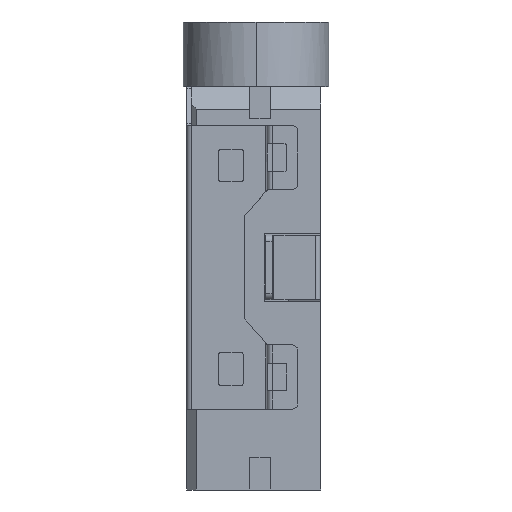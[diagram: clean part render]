
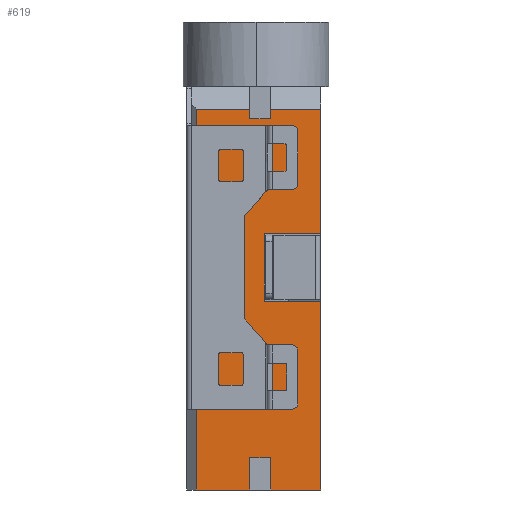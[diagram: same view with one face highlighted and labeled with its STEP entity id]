
A CAD part, left-side view. The second image highlights one B-rep face of the part: STEP entity #619.
In plain terms, the highlighted planar face has unit normal (-1, 0, 0).
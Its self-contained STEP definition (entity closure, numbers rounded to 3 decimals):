
#619=ADVANCED_FACE('NONE',(#1432),#1433,.T.);
#1432=FACE_OUTER_BOUND('',#2466,.T.);
#1433=PLANE('',#2467);
#2466=EDGE_LOOP('',(#4281,#4282,#4283,#4284,#4285,#4286,#4287,#4288,#4289,#4290,#4291,#4292,#4293,#4294,#4295,#4296));
#2467=AXIS2_PLACEMENT_3D('',#4297,#4298,#4299);
#4281=ORIENTED_EDGE('',*,*,#7115,.F.);
#4282=ORIENTED_EDGE('',*,*,#7116,.F.);
#4283=ORIENTED_EDGE('',*,*,#7117,.T.);
#4284=ORIENTED_EDGE('',*,*,#6879,.T.);
#4285=ORIENTED_EDGE('',*,*,#7118,.T.);
#4286=ORIENTED_EDGE('',*,*,#6708,.F.);
#4287=ORIENTED_EDGE('',*,*,#7119,.F.);
#4288=ORIENTED_EDGE('',*,*,#7120,.F.);
#4289=ORIENTED_EDGE('',*,*,#7121,.T.);
#4290=ORIENTED_EDGE('',*,*,#7122,.F.);
#4291=ORIENTED_EDGE('',*,*,#7123,.T.);
#4292=ORIENTED_EDGE('',*,*,#6820,.T.);
#4293=ORIENTED_EDGE('',*,*,#6786,.F.);
#4294=ORIENTED_EDGE('',*,*,#7124,.T.);
#4295=ORIENTED_EDGE('',*,*,#7125,.T.);
#4296=ORIENTED_EDGE('',*,*,#6893,.T.);
#4297=CARTESIAN_POINT('',(-2.95,1.85,-12.5));
#4298=DIRECTION('',(-1.0,0.,0.0));
#4299=DIRECTION('',(0.,1.0,0.0));
#6708=EDGE_CURVE('NONE',#8254,#8256,#8257,.T.);
#6786=EDGE_CURVE('NONE',#8390,#8392,#8393,.T.);
#6820=EDGE_CURVE('NONE',#8450,#8392,#8451,.T.);
#6879=EDGE_CURVE('NONE',#8550,#8548,#8551,.T.);
#6893=EDGE_CURVE('NONE',#8576,#8574,#8577,.T.);
#7115=EDGE_CURVE('NONE',#8915,#8574,#8916,.T.);
#7116=EDGE_CURVE('NONE',#8917,#8915,#8918,.T.);
#7117=EDGE_CURVE('NONE',#8917,#8550,#8919,.T.);
#7118=EDGE_CURVE('NONE',#8548,#8256,#8920,.T.);
#7119=EDGE_CURVE('NONE',#8921,#8254,#8922,.T.);
#7120=EDGE_CURVE('NONE',#8923,#8921,#8924,.T.);
#7121=EDGE_CURVE('NONE',#8923,#8925,#8926,.T.);
#7122=EDGE_CURVE('NONE',#8927,#8925,#8928,.T.);
#7123=EDGE_CURVE('NONE',#8927,#8450,#8929,.T.);
#7124=EDGE_CURVE('NONE',#8390,#8930,#8931,.T.);
#7125=EDGE_CURVE('NONE',#8930,#8576,#8932,.T.);
#8254=VERTEX_POINT('NONE',#10432);
#8256=VERTEX_POINT('NONE',#10435);
#8257=LINE('',#10436,#10437);
#8390=VERTEX_POINT('NONE',#10639);
#8392=VERTEX_POINT('NONE',#10642);
#8393=LINE('',#10643,#10644);
#8450=VERTEX_POINT('NONE',#10725);
#8451=LINE('',#10726,#10727);
#8548=VERTEX_POINT('NONE',#10861);
#8550=VERTEX_POINT('NONE',#10864);
#8551=LINE('',#10865,#10866);
#8574=VERTEX_POINT('NONE',#10897);
#8576=VERTEX_POINT('NONE',#10900);
#8577=LINE('',#10901,#10902);
#8915=VERTEX_POINT('NONE',#11420);
#8916=LINE('',#11421,#11422);
#8917=VERTEX_POINT('NONE',#11423);
#8918=LINE('',#11424,#11425);
#8919=LINE('',#11426,#11427);
#8920=LINE('',#11428,#11429);
#8921=VERTEX_POINT('NONE',#11430);
#8922=LINE('',#11431,#11432);
#8923=VERTEX_POINT('NONE',#11433);
#8924=LINE('',#11434,#11435);
#8925=VERTEX_POINT('NONE',#11436);
#8926=LINE('',#11437,#11438);
#8927=VERTEX_POINT('NONE',#11439);
#8928=LINE('',#11440,#11441);
#8929=LINE('',#11442,#11443);
#8930=VERTEX_POINT('NONE',#11444);
#8931=LINE('',#11445,#11446);
#8932=LINE('',#11447,#11448);
#10432=CARTESIAN_POINT('',(-2.95,-0.45,-1.0));
#10435=CARTESIAN_POINT('',(-2.95,-0.45,-0.7));
#10436=CARTESIAN_POINT('',(-2.95,-0.45,-12.5));
#10437=VECTOR('',#13044,1000.0);
#10639=CARTESIAN_POINT('',(-2.95,-0.45,-11.5));
#10642=CARTESIAN_POINT('',(-2.95,0.2,-11.5));
#10643=CARTESIAN_POINT('',(-2.95,1.85,-11.5));
#10644=VECTOR('',#13134,1000.0);
#10725=CARTESIAN_POINT('',(-2.95,0.2,-12.5));
#10726=CARTESIAN_POINT('',(-2.95,0.2,-12.5));
#10727=VECTOR('',#13171,1000.0);
#10861=CARTESIAN_POINT('',(-2.95,-2.0,-0.7));
#10864=CARTESIAN_POINT('',(-2.95,-2.0,-4.55));
#10865=CARTESIAN_POINT('',(-2.95,-2.0,-12.5));
#10866=VECTOR('',#13240,1000.0);
#10897=CARTESIAN_POINT('',(-2.95,-2.0,-6.65));
#10900=CARTESIAN_POINT('',(-2.95,-2.0,-12.5));
#10901=CARTESIAN_POINT('',(-2.95,-2.0,-12.5));
#10902=VECTOR('',#13262,1000.0);
#11420=CARTESIAN_POINT('',(-2.95,-0.25,-6.65));
#11421=CARTESIAN_POINT('',(-2.95,2.11,-6.65));
#11422=VECTOR('',#13498,1000.0);
#11423=CARTESIAN_POINT('',(-2.95,-0.25,-4.55));
#11424=CARTESIAN_POINT('',(-2.95,-0.25,-4.55));
#11425=VECTOR('',#13499,1000.0);
#11426=CARTESIAN_POINT('',(-2.95,2.11,-4.55));
#11427=VECTOR('',#13500,1000.0);
#11428=CARTESIAN_POINT('',(-2.95,-2.25,-0.7));
#11429=VECTOR('',#13501,1000.0);
#11430=CARTESIAN_POINT('',(-2.95,0.2,-1.0));
#11431=CARTESIAN_POINT('',(-2.95,1.85,-1.0));
#11432=VECTOR('',#13502,1000.0);
#11433=CARTESIAN_POINT('',(-2.95,0.2,-0.7));
#11434=CARTESIAN_POINT('',(-2.95,0.2,-12.5));
#11435=VECTOR('',#13503,1000.0);
#11436=CARTESIAN_POINT('',(-2.95,1.85,-0.7));
#11437=CARTESIAN_POINT('',(-2.95,-2.25,-0.7));
#11438=VECTOR('',#13504,1000.0);
#11439=CARTESIAN_POINT('',(-2.95,1.85,-12.5));
#11440=CARTESIAN_POINT('',(-2.95,1.85,-12.5));
#11441=VECTOR('',#13505,1000.0);
#11442=CARTESIAN_POINT('',(-2.95,1.85,-12.5));
#11443=VECTOR('',#13506,1000.0);
#11444=CARTESIAN_POINT('',(-2.95,-0.45,-12.5));
#11445=CARTESIAN_POINT('',(-2.95,-0.45,-12.5));
#11446=VECTOR('',#13507,1000.0);
#11447=CARTESIAN_POINT('',(-2.95,1.85,-12.5));
#11448=VECTOR('',#13508,1000.0);
#13044=DIRECTION('',(0.0,0.0,1.0));
#13134=DIRECTION('',(0.,1.0,0.0));
#13171=DIRECTION('',(0.0,0.0,1.0));
#13240=DIRECTION('',(0.0,0.0,1.0));
#13262=DIRECTION('',(0.0,0.0,1.0));
#13498=DIRECTION('',(-0.0,-1.0,-0.0));
#13499=DIRECTION('',(0.0,0.0,-1.0));
#13500=DIRECTION('',(-0.0,-1.0,-0.0));
#13501=DIRECTION('',(-0.0,1.0,-0.0));
#13502=DIRECTION('',(0.,-1.0,0.0));
#13503=DIRECTION('',(0.0,0.0,-1.0));
#13504=DIRECTION('',(-0.0,1.0,-0.0));
#13505=DIRECTION('',(0.0,0.0,1.0));
#13506=DIRECTION('',(0.,-1.0,0.0));
#13507=DIRECTION('',(0.0,0.0,-1.0));
#13508=DIRECTION('',(0.,-1.0,0.0));
